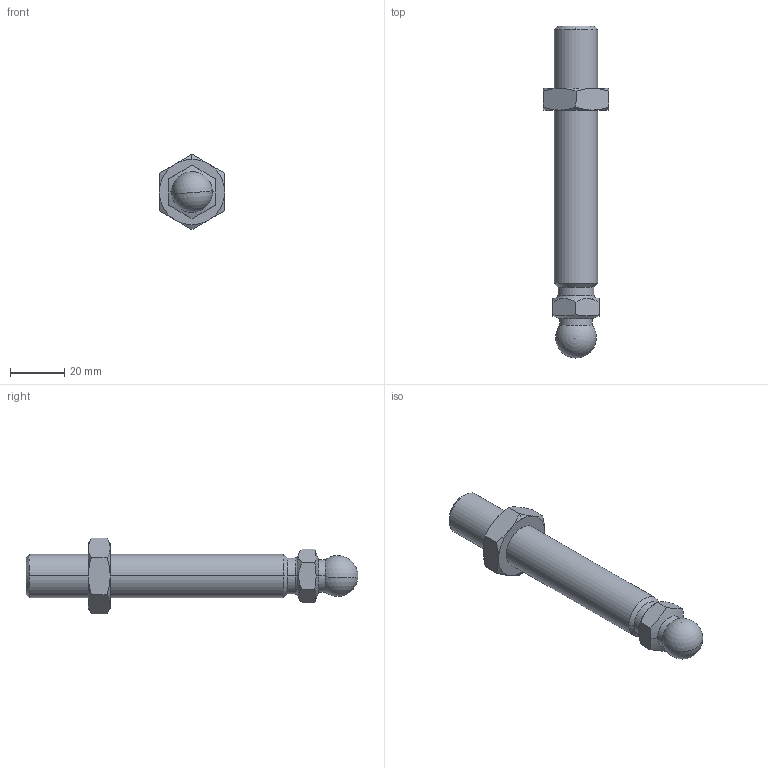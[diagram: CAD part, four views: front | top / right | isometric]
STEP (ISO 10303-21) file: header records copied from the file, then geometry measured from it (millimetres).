
FILE_DESCRIPTION (( 'STEP AP203' ), '1' );
FILE_NAME ('203600314_c_1.STEP', '2022-06-30T09:51:01', ( '' ), ( '' ), 'SwSTEP 2.0', 'SolidWorks 2014', '' );
FILE_SCHEMA (( 'CONFIG_CONTROL_DESIGN' ));
Length unit declared in the file: millimetre
Products named in the file (1): 203600314_c_1
Bounding box: 24 x 122 x 27.71 mm (x, y, z)
Volume: 26119.9 mm3; surface area: 8052.3 mm2
Topology: 2 solids, 2 shells, 60 faces, 145 edges, 88 vertices
Faces by surface type: cone 30, plane 16, cylinder 10, torus 2, sphere 2
Entity records: 1947 total; most frequent: CARTESIAN_POINT 530, DIRECTION 282, ORIENTED_EDGE 280, EDGE_CURVE 140, AXIS2_PLACEMENT_3D 121, VERTEX_POINT 85, EDGE_LOOP 63, FACE_OUTER_BOUND 60
